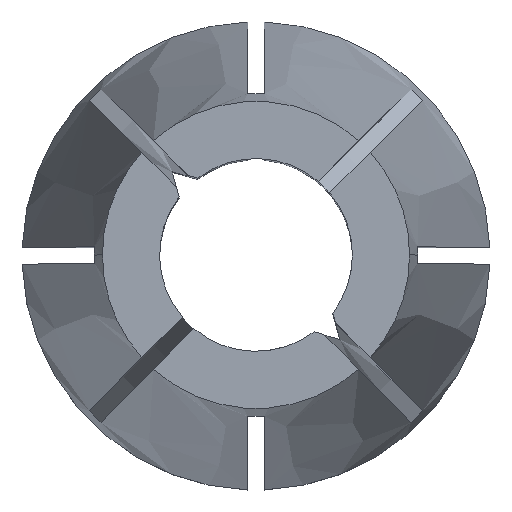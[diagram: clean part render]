
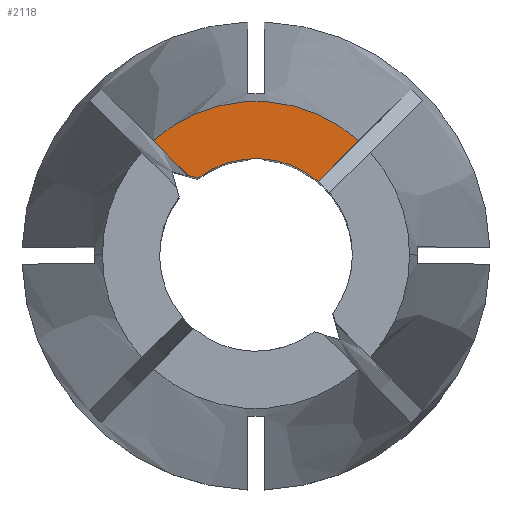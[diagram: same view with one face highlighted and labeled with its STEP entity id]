
A CAD part, top view. The second image highlights one B-rep face of the part: STEP entity #2118.
In plain terms, the highlighted planar face has unit normal (0, 0, 1).
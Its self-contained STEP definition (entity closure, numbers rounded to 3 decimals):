
#154 = PLANE ( 'NONE',  #566 ) ;
#192 = LINE ( 'NONE', #2219, #1527 ) ;
#200 = EDGE_CURVE ( 'NONE', #2205, #330, #768, .T. ) ;
#207 = DIRECTION ( 'NONE',  ( 0., 0., 1. ) ) ;
#294 = ORIENTED_EDGE ( 'NONE', *, *, #651, .T. ) ;
#299 = CARTESIAN_POINT ( 'NONE',  ( 0., 0., 0. ) ) ;
#330 = VERTEX_POINT ( 'NONE', #1513 ) ;
#534 = VERTEX_POINT ( 'NONE', #1324 ) ;
#566 = AXIS2_PLACEMENT_3D ( 'NONE', #1903, #1915, #852 ) ;
#575 = VERTEX_POINT ( 'NONE', #589 ) ;
#578 = AXIS2_PLACEMENT_3D ( 'NONE', #299, #2082, #1707 ) ;
#589 = CARTESIAN_POINT ( 'NONE',  ( 2.254, 2.678, 0. ) ) ;
#627 = CARTESIAN_POINT ( 'NONE',  ( 0.212, 0.212, 0. ) ) ;
#631 = CARTESIAN_POINT ( 'NONE',  ( 3.726, 4.15, 0. ) ) ;
#634 = EDGE_CURVE ( 'NONE', #575, #534, #1094, .T. ) ;
#651 = EDGE_CURVE ( 'NONE', #330, #1562, #1454, .T. ) ;
#768 = CIRCLE ( 'NONE', #1042, 5.577 ) ;
#788 = DIRECTION ( 'NONE',  ( 0.707, -0.707, 0. ) ) ;
#852 = DIRECTION ( 'NONE',  ( -1., 0., 0. ) ) ;
#1042 = AXIS2_PLACEMENT_3D ( 'NONE', #2142, #207, #2122 ) ;
#1062 = ORIENTED_EDGE ( 'NONE', *, *, #1332, .F. ) ;
#1094 = CIRCLE ( 'NONE', #578, 3.5 ) ;
#1123 = CARTESIAN_POINT ( 'NONE',  ( -2.111, 2.792, 0. ) ) ;
#1134 = ORIENTED_EDGE ( 'NONE', *, *, #634, .F. ) ;
#1324 = CARTESIAN_POINT ( 'NONE',  ( -2.111, 2.792, 0. ) ) ;
#1332 = EDGE_CURVE ( 'NONE', #534, #1562, #2234, .T. ) ;
#1339 = ORIENTED_EDGE ( 'NONE', *, *, #1516, .T. ) ;
#1454 = LINE ( 'NONE', #627, #1500 ) ;
#1500 = VECTOR ( 'NONE', #788, 1000. ) ;
#1513 = CARTESIAN_POINT ( 'NONE',  ( -3.726, 4.15, 0. ) ) ;
#1516 = EDGE_CURVE ( 'NONE', #575, #2205, #192, .T. ) ;
#1527 = VECTOR ( 'NONE', #2194, 1000. ) ;
#1562 = VERTEX_POINT ( 'NONE', #2018 ) ;
#1607 = FACE_OUTER_BOUND ( 'NONE', #1837, .T. ) ;
#1650 = DIRECTION ( 'NONE',  ( -0.966, 0.259, 0. ) ) ;
#1707 = DIRECTION ( 'NONE',  ( 1., 0., 0. ) ) ;
#1769 = VECTOR ( 'NONE', #1650, 1000. ) ;
#1837 = EDGE_LOOP ( 'NONE', ( #294, #1062, #1134, #1339, #1845 ) ) ;
#1845 = ORIENTED_EDGE ( 'NONE', *, *, #200, .T. ) ;
#1903 = CARTESIAN_POINT ( 'NONE',  ( 0., 0., 0. ) ) ;
#1915 = DIRECTION ( 'NONE',  ( 0., 0., -1. ) ) ;
#2018 = CARTESIAN_POINT ( 'NONE',  ( -2.461, 2.885, 0. ) ) ;
#2082 = DIRECTION ( 'NONE',  ( 0., 0., 1. ) ) ;
#2118 = ADVANCED_FACE ( 'NONE', ( #1607 ), #154, .F. ) ;
#2122 = DIRECTION ( 'NONE',  ( 1., 0., 0. ) ) ;
#2142 = CARTESIAN_POINT ( 'NONE',  ( 0., 0., 0. ) ) ;
#2194 = DIRECTION ( 'NONE',  ( 0.707, 0.707, 0. ) ) ;
#2205 = VERTEX_POINT ( 'NONE', #631 ) ;
#2219 = CARTESIAN_POINT ( 'NONE',  ( -0.212, 0.212, 0. ) ) ;
#2234 = LINE ( 'NONE', #1123, #1769 ) ;
